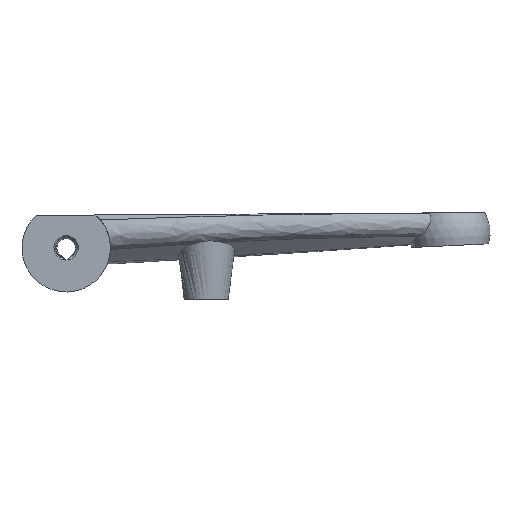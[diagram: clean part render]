
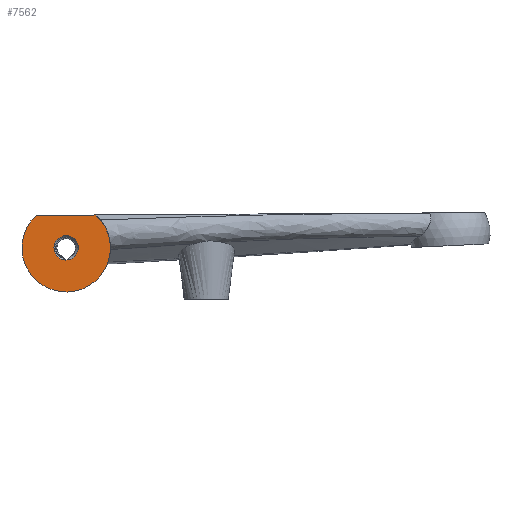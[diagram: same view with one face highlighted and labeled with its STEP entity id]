
A CAD part, front view. The second image highlights one B-rep face of the part: STEP entity #7562.
In plain terms, the highlighted planar face has unit normal (0, -1, 0).
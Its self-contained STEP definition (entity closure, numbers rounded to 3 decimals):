
#6022 = VERTEX_POINT('',#6023);
#6023 = CARTESIAN_POINT('',(16.029,-283.25,37.446));
#6029 = EDGE_CURVE('',#6022,#6030,#6032,.T.);
#6030 = VERTEX_POINT('',#6031);
#6031 = CARTESIAN_POINT('',(7.917,-283.25,37.397));
#6032 = LINE('',#6033,#6034);
#6033 = CARTESIAN_POINT('',(9.383,-283.25,37.406));
#6034 = VECTOR('',#6035,1.);
#6035 = DIRECTION('',(-1.,0.,-0.006));
#7562 = ADVANCED_FACE('',(#7563,#7582),#7626,.F.);
#7563 = FACE_BOUND('',#7564,.F.);
#7564 = EDGE_LOOP('',(#7565,#7574,#7581));
#7565 = ORIENTED_EDGE('',*,*,#7566,.F.);
#7566 = EDGE_CURVE('',#7567,#6022,#7569,.T.);
#7567 = VERTEX_POINT('',#7568);
#7568 = CARTESIAN_POINT('',(18.,-283.25,33.));
#7569 = CIRCLE('',#7570,6.);
#7570 = AXIS2_PLACEMENT_3D('',#7571,#7572,#7573);
#7571 = CARTESIAN_POINT('',(12.,-283.25,33.));
#7572 = DIRECTION('',(0.,-1.,0.));
#7573 = DIRECTION('',(1.,0.,0.));
#7574 = ORIENTED_EDGE('',*,*,#7575,.F.);
#7575 = EDGE_CURVE('',#6030,#7567,#7576,.T.);
#7576 = CIRCLE('',#7577,6.);
#7577 = AXIS2_PLACEMENT_3D('',#7578,#7579,#7580);
#7578 = CARTESIAN_POINT('',(12.,-283.25,33.));
#7579 = DIRECTION('',(0.,-1.,0.));
#7580 = DIRECTION('',(1.,0.,0.));
#7581 = ORIENTED_EDGE('',*,*,#6029,.F.);
#7582 = FACE_BOUND('',#7583,.F.);
#7583 = EDGE_LOOP('',(#7584,#7595,#7604,#7612,#7620));
#7584 = ORIENTED_EDGE('',*,*,#7585,.T.);
#7585 = EDGE_CURVE('',#7586,#7588,#7590,.T.);
#7586 = VERTEX_POINT('',#7587);
#7587 = CARTESIAN_POINT('',(12.114,-283.25,31.346));
#7588 = VERTEX_POINT('',#7589);
#7589 = CARTESIAN_POINT('',(13.658,-283.25,33.));
#7590 = CIRCLE('',#7591,1.658);
#7591 = AXIS2_PLACEMENT_3D('',#7592,#7593,#7594);
#7592 = CARTESIAN_POINT('',(12.,-283.25,33.));
#7593 = DIRECTION('',(0.,-1.,0.));
#7594 = DIRECTION('',(1.,0.,0.));
#7595 = ORIENTED_EDGE('',*,*,#7596,.T.);
#7596 = EDGE_CURVE('',#7588,#7597,#7599,.T.);
#7597 = VERTEX_POINT('',#7598);
#7598 = CARTESIAN_POINT('',(11.907,-283.25,31.345));
#7599 = CIRCLE('',#7600,1.658);
#7600 = AXIS2_PLACEMENT_3D('',#7601,#7602,#7603);
#7601 = CARTESIAN_POINT('',(12.,-283.25,33.));
#7602 = DIRECTION('',(0.,-1.,0.));
#7603 = DIRECTION('',(1.,0.,0.));
#7604 = ORIENTED_EDGE('',*,*,#7605,.T.);
#7605 = EDGE_CURVE('',#7597,#7606,#7608,.T.);
#7606 = VERTEX_POINT('',#7607);
#7607 = CARTESIAN_POINT('',(11.91,-283.25,31.341));
#7608 = LINE('',#7609,#7610);
#7609 = CARTESIAN_POINT('',(11.519,-283.25,31.723));
#7610 = VECTOR('',#7611,1.);
#7611 = DIRECTION('',(0.716,0.,-0.698));
#7612 = ORIENTED_EDGE('',*,*,#7613,.F.);
#7613 = EDGE_CURVE('',#7614,#7606,#7616,.T.);
#7614 = VERTEX_POINT('',#7615);
#7615 = CARTESIAN_POINT('',(12.11,-283.25,31.342));
#7616 = LINE('',#7617,#7618);
#7617 = CARTESIAN_POINT('',(12.01,-283.25,31.342));
#7618 = VECTOR('',#7619,1.);
#7619 = DIRECTION('',(-1.,0.,-0.006));
#7620 = ORIENTED_EDGE('',*,*,#7621,.T.);
#7621 = EDGE_CURVE('',#7614,#7586,#7622,.T.);
#7622 = LINE('',#7623,#7624);
#7623 = CARTESIAN_POINT('',(12.884,-283.25,32.116));
#7624 = VECTOR('',#7625,1.);
#7625 = DIRECTION('',(0.707,0.,0.707));
#7626 = PLANE('',#7627);
#7627 = AXIS2_PLACEMENT_3D('',#7628,#7629,#7630);
#7628 = CARTESIAN_POINT('',(12.,-283.25,33.));
#7629 = DIRECTION('',(0.,1.,0.));
#7630 = DIRECTION('',(0.,0.,1.));
